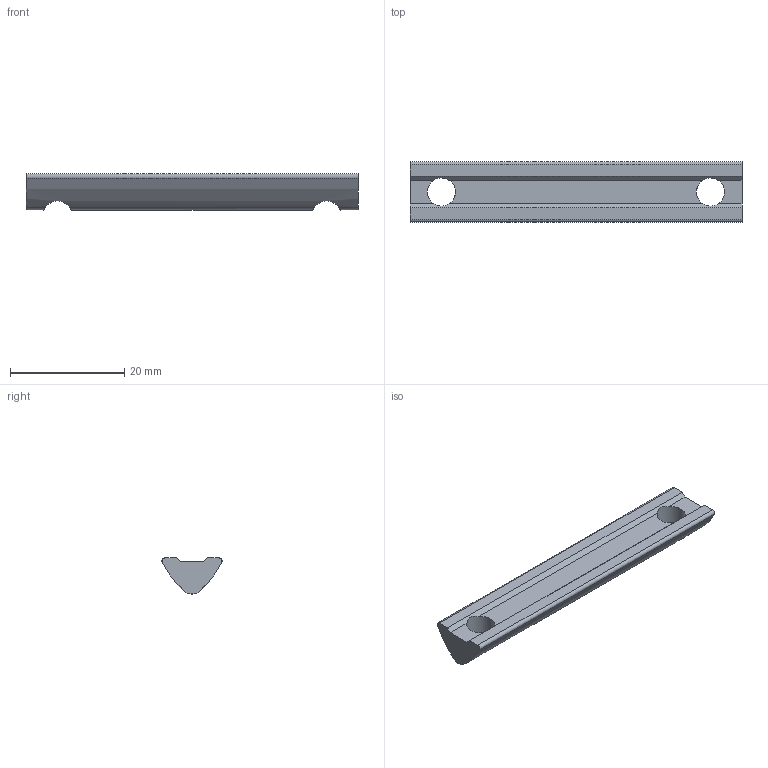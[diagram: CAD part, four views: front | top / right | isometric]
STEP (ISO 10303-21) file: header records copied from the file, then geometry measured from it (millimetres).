
FILE_DESCRIPTION(('STEP AP203'),'1');
FILE_NAME('FIXE06E2848.stp','2023-12-12T07:40:01',(' '),(' '),'Spatial InterOp 3D',' ',' ');
FILE_SCHEMA(('CONFIG_CONTROL_DESIGN'));
Length unit declared in the file: millimetre
Products named in the file (1): Ecrou 6 St double M6-58
Bounding box: 58 x 10.5 x 6.3 mm (x, y, z)
Volume: 2173.7 mm3; surface area: 1764.1 mm2
Topology: 1 solids, 1 shells, 18 faces, 58 edges, 38 vertices
Faces by surface type: cylinder 9, plane 9
Full cylindrical faces by diameter (mm): 4.917 x2
Entity records: 832 total; most frequent: CARTESIAN_POINT 259, ORIENTED_EDGE 108, DIRECTION 102, EDGE_CURVE 54, AXIS2_PLACEMENT_3D 37, VERTEX_POINT 36, LINE 28, VECTOR 28
